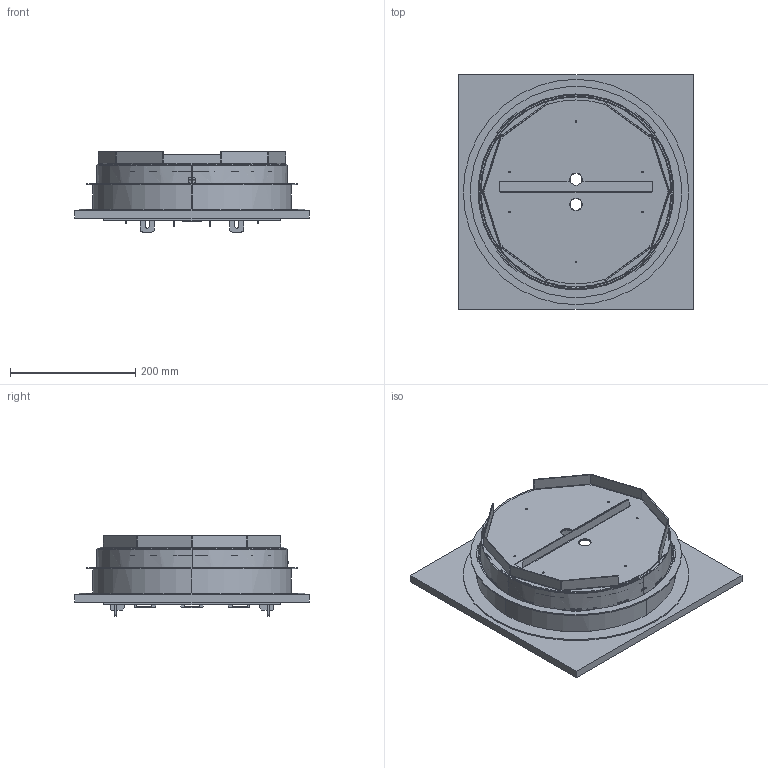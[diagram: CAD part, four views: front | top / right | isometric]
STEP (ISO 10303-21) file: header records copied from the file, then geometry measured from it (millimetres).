
FILE_DESCRIPTION (( 'STEP AP214' ), '1' );
FILE_NAME ('7409497.stp', '2023-09-13T08:30:12', ( '' ), ( '' ), 'SwSTEP 2.0', 'SolidWorks 2022', '' );
FILE_SCHEMA (( 'AUTOMOTIVE_DESIGN' ));
Length unit declared in the file: millimetre
Products named in the file (1): 7409497
Bounding box: 375 x 375 x 128.35 mm (x, y, z)
Volume: 2131476.6 mm3; surface area: 1393443.8 mm2
Topology: 49 solids, 49 shells, 5638 faces, 14799 edges, 9255 vertices
Faces by surface type: plane 2428, cylinder 1632, bspline 663, cone 479, torus 256, sphere 180
Entity records: 186947 total; most frequent: CARTESIAN_POINT 49756, ORIENTED_EDGE 29302, DIRECTION 27385, EDGE_CURVE 14651, AXIS2_PLACEMENT_3D 10229, VERTEX_POINT 9255, VECTOR 6927, LINE 6927
